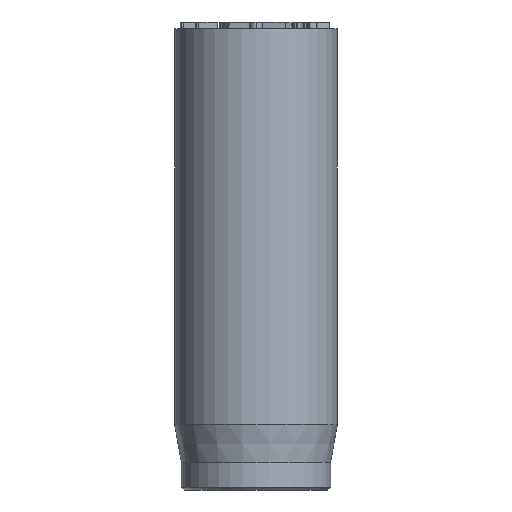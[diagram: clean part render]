
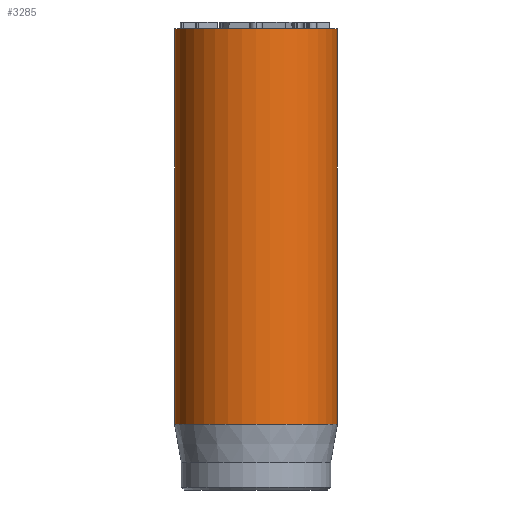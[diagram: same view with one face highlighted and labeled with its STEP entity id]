
A CAD part, front view. The second image highlights one B-rep face of the part: STEP entity #3285.
In plain terms, the highlighted cylindrical face has radius 3 mm (diameter 6 mm), a full revolution.
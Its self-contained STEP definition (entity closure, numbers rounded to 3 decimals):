
#32=CYLINDRICAL_SURFACE('',#3452,3.);
#46=CIRCLE('',#3423,3.);
#62=CIRCLE('',#3450,3.);
#63=CIRCLE('',#3451,3.);
#314=FACE_OUTER_BOUND('',#505,.T.);
#505=EDGE_LOOP('',(#2920,#2921,#2922,#2923,#2924));
#756=LINE('',#6138,#1015);
#1015=VECTOR('',#3878,3.);
#1517=VERTEX_POINT('',#6081);
#1533=VERTEX_POINT('',#6132);
#1534=VERTEX_POINT('',#6133);
#1977=EDGE_CURVE('',#1517,#1517,#46,.T.);
#2001=EDGE_CURVE('',#1533,#1534,#62,.T.);
#2002=EDGE_CURVE('',#1534,#1533,#63,.T.);
#2004=EDGE_CURVE('',#1517,#1533,#756,.T.);
#2920=ORIENTED_EDGE('',*,*,#1977,.T.);
#2921=ORIENTED_EDGE('',*,*,#2004,.T.);
#2922=ORIENTED_EDGE('',*,*,#2001,.T.);
#2923=ORIENTED_EDGE('',*,*,#2002,.T.);
#2924=ORIENTED_EDGE('',*,*,#2004,.F.);
#3285=ADVANCED_FACE('',(#314),#32,.T.);
#3423=AXIS2_PLACEMENT_3D('',#6082,#3809,#3810);
#3450=AXIS2_PLACEMENT_3D('',#6134,#3871,#3872);
#3451=AXIS2_PLACEMENT_3D('',#6135,#3873,#3874);
#3452=AXIS2_PLACEMENT_3D('',#6137,#3876,#3877);
#3809=DIRECTION('center_axis',(0.,0.,-1.));
#3810=DIRECTION('ref_axis',(-1.,0.,0.));
#3871=DIRECTION('center_axis',(0.,0.,1.));
#3872=DIRECTION('ref_axis',(-1.,0.,0.));
#3873=DIRECTION('center_axis',(0.,0.,1.));
#3874=DIRECTION('ref_axis',(-1.,0.,0.));
#3876=DIRECTION('center_axis',(0.,0.,1.));
#3877=DIRECTION('ref_axis',(-1.,0.,0.));
#3878=DIRECTION('',(0.,0.,-1.));
#6081=CARTESIAN_POINT('',(3.,0.,17.));
#6082=CARTESIAN_POINT('Origin',(0.,0.,17.));
#6132=CARTESIAN_POINT('',(3.,0.,2.418));
#6133=CARTESIAN_POINT('',(-3.,0.,2.418));
#6134=CARTESIAN_POINT('Origin',(0.,0.,2.418));
#6135=CARTESIAN_POINT('Origin',(0.,0.,2.418));
#6137=CARTESIAN_POINT('Origin',(0.,0.,0.));
#6138=CARTESIAN_POINT('',(3.,0.,0.));
